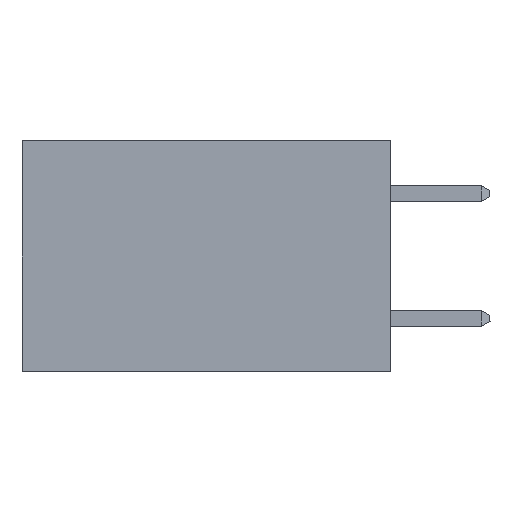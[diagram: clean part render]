
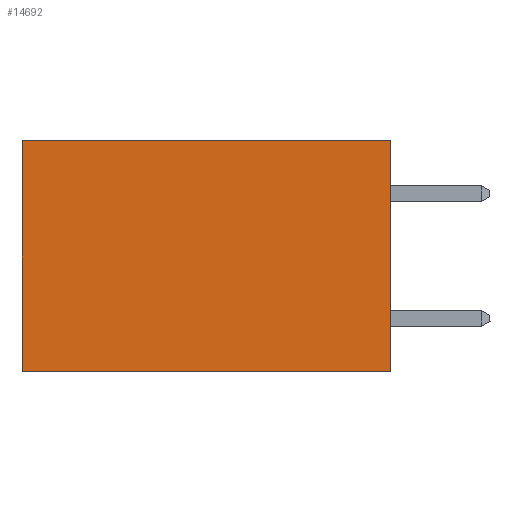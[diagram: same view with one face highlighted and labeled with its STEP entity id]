
A CAD part, left-side view. The second image highlights one B-rep face of the part: STEP entity #14692.
In plain terms, the highlighted planar face has unit normal (-1, 0, 0).
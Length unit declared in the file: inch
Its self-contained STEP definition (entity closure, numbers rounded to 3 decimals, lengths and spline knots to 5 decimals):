
#243 = EDGE_CURVE ( 'NONE', #4915, #15387, #18527, .T. ) ;
#3669 = EDGE_CURVE ( 'NONE', #15387, #12204, #9165, .T. ) ;
#3803 = DIRECTION ( 'NONE',  ( 1., 0., 0. ) ) ;
#4912 = VECTOR ( 'NONE', #9403, 39.37008 ) ;
#4915 = VERTEX_POINT ( 'NONE', #20135 ) ;
#6097 = CARTESIAN_POINT ( 'NONE',  ( 0.277, 0., -0.37 ) ) ;
#6177 = ORIENTED_EDGE ( 'NONE', *, *, #7004, .F. ) ;
#6387 = AXIS2_PLACEMENT_3D ( 'NONE', #7051, #3803, #15435 ) ;
#7004 = EDGE_CURVE ( 'NONE', #13542, #12204, #7814, .T. ) ;
#7051 = CARTESIAN_POINT ( 'NONE',  ( 0.277, 0., -0.37 ) ) ;
#7452 = CARTESIAN_POINT ( 'NONE',  ( 0.277, 0., -0.37 ) ) ;
#7814 = LINE ( 'NONE', #17725, #4912 ) ;
#8336 = ORIENTED_EDGE ( 'NONE', *, *, #11906, .F. ) ;
#8525 = CARTESIAN_POINT ( 'NONE',  ( 0.277, 0.59, -0.37 ) ) ;
#8681 = VECTOR ( 'NONE', #9115, 39.37008 ) ;
#8764 = ORIENTED_EDGE ( 'NONE', *, *, #3669, .T. ) ;
#9115 = DIRECTION ( 'NONE',  ( 0., 0., -1. ) ) ;
#9165 = LINE ( 'NONE', #20491, #13609 ) ;
#9403 = DIRECTION ( 'NONE',  ( 0., 1., 0. ) ) ;
#9580 = DIRECTION ( 'NONE',  ( 0., 1., 0. ) ) ;
#9757 = CARTESIAN_POINT ( 'NONE',  ( 0.277, 0., 0. ) ) ;
#11906 = EDGE_CURVE ( 'NONE', #4915, #13542, #17568, .T. ) ;
#12204 = VERTEX_POINT ( 'NONE', #8525 ) ;
#12399 = EDGE_LOOP ( 'NONE', ( #8764, #6177, #8336, #17822 ) ) ;
#13542 = VERTEX_POINT ( 'NONE', #6097 ) ;
#13609 = VECTOR ( 'NONE', #20661, 39.37008 ) ;
#13783 = PLANE ( 'NONE',  #6387 ) ;
#14692 = ADVANCED_FACE ( 'NONE', ( #19981 ), #13783, .F. ) ;
#15387 = VERTEX_POINT ( 'NONE', #20291 ) ;
#15435 = DIRECTION ( 'NONE',  ( 0., 0., -1. ) ) ;
#15686 = VECTOR ( 'NONE', #9580, 39.37008 ) ;
#17568 = LINE ( 'NONE', #7452, #8681 ) ;
#17725 = CARTESIAN_POINT ( 'NONE',  ( 0.277, 0., -0.37 ) ) ;
#17822 = ORIENTED_EDGE ( 'NONE', *, *, #243, .T. ) ;
#18527 = LINE ( 'NONE', #9757, #15686 ) ;
#19981 = FACE_OUTER_BOUND ( 'NONE', #12399, .T. ) ;
#20135 = CARTESIAN_POINT ( 'NONE',  ( 0.277, 0., 0. ) ) ;
#20291 = CARTESIAN_POINT ( 'NONE',  ( 0.277, 0.59, 0. ) ) ;
#20491 = CARTESIAN_POINT ( 'NONE',  ( 0.277, 0.59, -0.37 ) ) ;
#20661 = DIRECTION ( 'NONE',  ( 0., 0., -1. ) ) ;
